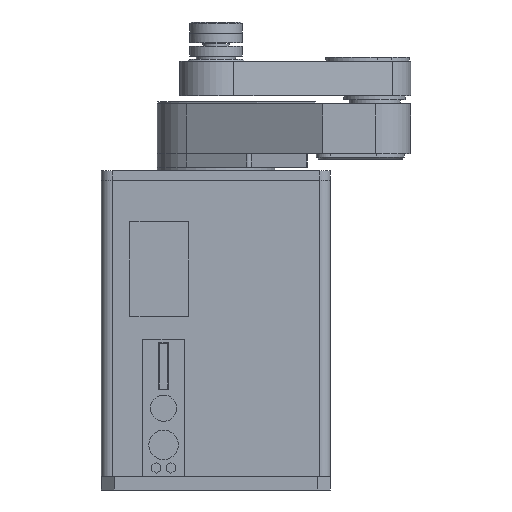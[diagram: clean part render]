
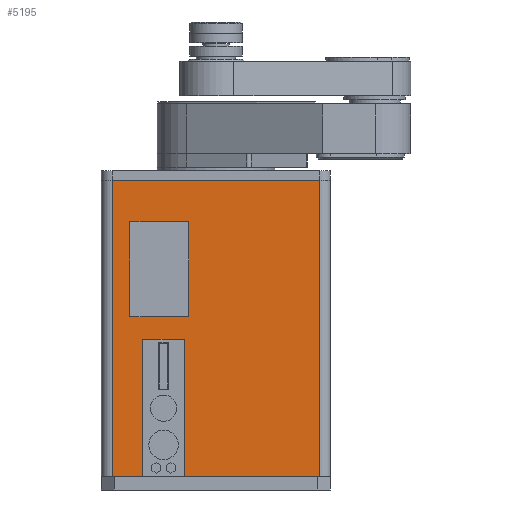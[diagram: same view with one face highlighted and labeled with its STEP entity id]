
A CAD part, left-side view. The second image highlights one B-rep face of the part: STEP entity #5195.
In plain terms, the highlighted planar face has unit normal (-1, 0, 0).
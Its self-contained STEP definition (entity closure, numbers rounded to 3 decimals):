
#106=FACE_BOUND('',#892,.T.);
#565=FACE_OUTER_BOUND('',#891,.T.);
#891=EDGE_LOOP('',(#3692,#3693,#3694,#3695,#3696,#3697,#3698,#3699));
#892=EDGE_LOOP('',(#3700,#3701,#3702,#3703));
#1307=LINE('',#7764,#1816);
#1311=LINE('',#7771,#1820);
#1314=LINE('',#7777,#1823);
#1316=LINE('',#7780,#1825);
#1379=LINE('',#7920,#1888);
#1382=LINE('',#7926,#1891);
#1385=LINE('',#7932,#1894);
#1388=LINE('',#7942,#1897);
#1389=LINE('',#7944,#1898);
#1390=LINE('',#7946,#1899);
#1391=LINE('',#7948,#1900);
#1392=LINE('',#7949,#1901);
#1816=VECTOR('',#6180,10.);
#1820=VECTOR('',#6186,10.);
#1823=VECTOR('',#6191,10.);
#1825=VECTOR('',#6195,10.);
#1888=VECTOR('',#6316,10.);
#1891=VECTOR('',#6321,10.);
#1894=VECTOR('',#6326,10.);
#1897=VECTOR('',#6341,10.);
#1898=VECTOR('',#6342,10.);
#1899=VECTOR('',#6343,10.);
#1900=VECTOR('',#6344,10.);
#1901=VECTOR('',#6345,10.);
#2325=VERTEX_POINT('',#7761);
#2326=VERTEX_POINT('',#7763);
#2328=VERTEX_POINT('',#7769);
#2330=VERTEX_POINT('',#7775);
#2377=VERTEX_POINT('',#7917);
#2378=VERTEX_POINT('',#7919);
#2380=VERTEX_POINT('',#7925);
#2382=VERTEX_POINT('',#7931);
#2383=VERTEX_POINT('',#7941);
#2384=VERTEX_POINT('',#7943);
#2385=VERTEX_POINT('',#7945);
#2386=VERTEX_POINT('',#7947);
#2822=EDGE_CURVE('',#2326,#2325,#1307,.T.);
#2826=EDGE_CURVE('',#2325,#2328,#1311,.T.);
#2829=EDGE_CURVE('',#2328,#2330,#1314,.T.);
#2831=EDGE_CURVE('',#2330,#2326,#1316,.T.);
#2898=EDGE_CURVE('',#2378,#2377,#1379,.T.);
#2901=EDGE_CURVE('',#2380,#2378,#1382,.T.);
#2904=EDGE_CURVE('',#2382,#2380,#1385,.T.);
#2907=EDGE_CURVE('',#2383,#2377,#1388,.T.);
#2908=EDGE_CURVE('',#2383,#2384,#1389,.T.);
#2909=EDGE_CURVE('',#2384,#2385,#1390,.T.);
#2910=EDGE_CURVE('',#2386,#2385,#1391,.T.);
#2911=EDGE_CURVE('',#2382,#2386,#1392,.T.);
#3692=ORIENTED_EDGE('',*,*,#2904,.T.);
#3693=ORIENTED_EDGE('',*,*,#2901,.T.);
#3694=ORIENTED_EDGE('',*,*,#2898,.T.);
#3695=ORIENTED_EDGE('',*,*,#2907,.F.);
#3696=ORIENTED_EDGE('',*,*,#2908,.T.);
#3697=ORIENTED_EDGE('',*,*,#2909,.T.);
#3698=ORIENTED_EDGE('',*,*,#2910,.F.);
#3699=ORIENTED_EDGE('',*,*,#2911,.F.);
#3700=ORIENTED_EDGE('',*,*,#2822,.T.);
#3701=ORIENTED_EDGE('',*,*,#2826,.T.);
#3702=ORIENTED_EDGE('',*,*,#2829,.T.);
#3703=ORIENTED_EDGE('',*,*,#2831,.T.);
#4981=PLANE('',#5677);
#5195=ADVANCED_FACE('',(#565,#106),#4981,.T.);
#5677=AXIS2_PLACEMENT_3D('',#7940,#6339,#6340);
#6180=DIRECTION('',(0.,-1.,0.));
#6186=DIRECTION('',(0.,0.,-1.));
#6191=DIRECTION('',(0.,1.,0.));
#6195=DIRECTION('',(0.,0.,1.));
#6316=DIRECTION('',(0.,0.,-1.));
#6321=DIRECTION('',(0.,-1.,0.));
#6326=DIRECTION('',(0.,0.,1.));
#6339=DIRECTION('center_axis',(-1.,0.,0.));
#6340=DIRECTION('ref_axis',(0.,0.,1.));
#6341=DIRECTION('',(0.,1.,0.));
#6342=DIRECTION('',(0.,0.,1.));
#6343=DIRECTION('',(0.,1.,0.));
#6344=DIRECTION('',(0.,0.,1.));
#6345=DIRECTION('',(0.,1.,0.));
#7761=CARTESIAN_POINT('',(-134.99,41.49,410.));
#7763=CARTESIAN_POINT('',(-134.99,131.49,410.));
#7764=CARTESIAN_POINT('',(-134.99,-13.5,410.));
#7769=CARTESIAN_POINT('',(-134.99,41.49,265.));
#7771=CARTESIAN_POINT('',(-134.99,41.49,215.));
#7775=CARTESIAN_POINT('',(-134.99,131.49,265.));
#7777=CARTESIAN_POINT('',(-134.99,-58.5,265.));
#7780=CARTESIAN_POINT('',(-134.99,131.49,142.5));
#7917=CARTESIAN_POINT('',(-134.99,48.,20.));
#7919=CARTESIAN_POINT('',(-134.99,48.,230.));
#7920=CARTESIAN_POINT('',(-134.99,48.,20.));
#7925=CARTESIAN_POINT('',(-134.99,112.,230.));
#7926=CARTESIAN_POINT('',(-134.99,-55.245,230.));
#7931=CARTESIAN_POINT('',(-134.99,112.,20.));
#7932=CARTESIAN_POINT('',(-134.99,112.,125.));
#7940=CARTESIAN_POINT('Origin',(-134.99,-158.49,20.));
#7941=CARTESIAN_POINT('',(-134.99,-158.49,20.));
#7942=CARTESIAN_POINT('',(-134.99,-79.245,20.));
#7943=CARTESIAN_POINT('',(-134.99,-158.49,473.));
#7944=CARTESIAN_POINT('',(-134.99,-158.49,20.));
#7945=CARTESIAN_POINT('',(-134.99,158.49,473.));
#7946=CARTESIAN_POINT('',(-134.99,-158.49,473.));
#7947=CARTESIAN_POINT('',(-134.99,158.49,20.));
#7948=CARTESIAN_POINT('',(-134.99,158.49,20.));
#7949=CARTESIAN_POINT('',(-134.99,-79.245,20.));
